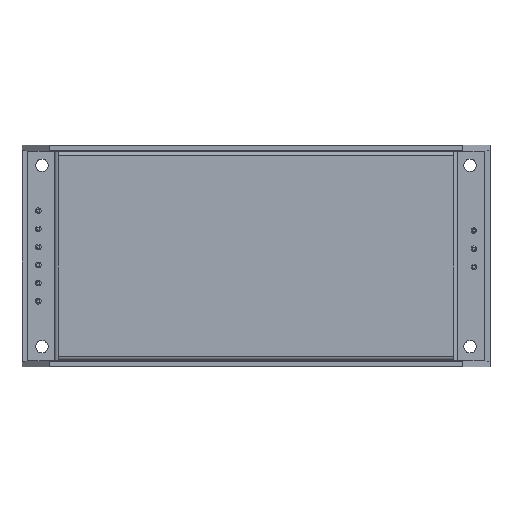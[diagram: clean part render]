
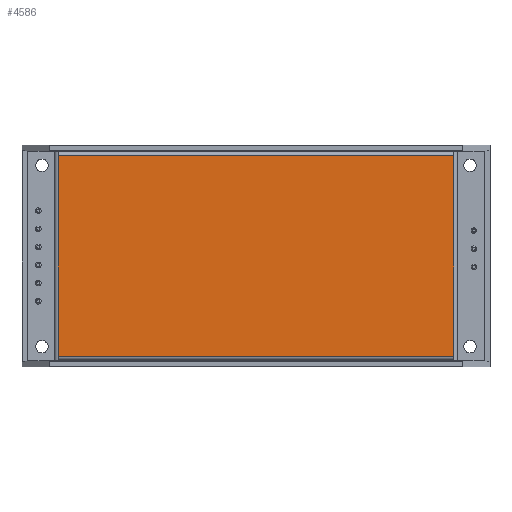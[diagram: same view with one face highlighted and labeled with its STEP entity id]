
A CAD part, top view. The second image highlights one B-rep face of the part: STEP entity #4586.
In plain terms, the highlighted planar face has unit normal (0, 0, 1).
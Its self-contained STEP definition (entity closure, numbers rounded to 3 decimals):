
#4586=ADVANCED_FACE('',(#9897),#9899,.F.);
#9897=FACE_BOUND('',#9898,.T.);
#9898=EDGE_LOOP('',(#12130,#12131,#12132,#12133));
#9899=PLANE('',#9900);
#9900=AXIS2_PLACEMENT_3D('',#9901,#9902,#9903);
#9901=CARTESIAN_POINT('',(7.,57.7,20.));
#9902=DIRECTION('',(0.,0.,-1.));
#9903=DIRECTION('',(1.,0.,0.));
#12130=ORIENTED_EDGE('',*,*,#13282,.T.);
#12131=ORIENTED_EDGE('',*,*,#13283,.T.);
#12132=ORIENTED_EDGE('',*,*,#13264,.T.);
#12133=ORIENTED_EDGE('',*,*,#13284,.T.);
#13264=EDGE_CURVE('',#15044,#15052,#15056,.T.);
#13282=EDGE_CURVE('',#15086,#15087,#15088,.T.);
#13283=EDGE_CURVE('',#15087,#15044,#15089,.T.);
#13284=EDGE_CURVE('',#15052,#15086,#15090,.T.);
#15044=VERTEX_POINT('',#19879);
#15052=VERTEX_POINT('',#19898);
#15056=LINE('',#19909,#19910);
#15086=VERTEX_POINT('',#19981);
#15087=VERTEX_POINT('',#19982);
#15088=LINE('',#19983,#19984);
#15089=LINE('',#19986,#19987);
#15090=LINE('',#19989,#19990);
#19879=CARTESIAN_POINT('',(7.,1.3,20.));
#19898=CARTESIAN_POINT('',(116.,1.3,20.));
#19909=CARTESIAN_POINT('',(7.,1.3,20.));
#19910=VECTOR('',#19911,1.);
#19911=DIRECTION('',(1.,0.,0.));
#19981=CARTESIAN_POINT('',(116.,56.7,20.));
#19982=CARTESIAN_POINT('',(7.,56.7,20.));
#19983=CARTESIAN_POINT('',(116.,56.7,20.));
#19984=VECTOR('',#19985,1.);
#19985=DIRECTION('',(-1.,0.,0.));
#19986=CARTESIAN_POINT('',(7.,56.7,20.));
#19987=VECTOR('',#19988,1.);
#19988=DIRECTION('',(0.,-1.,0.));
#19989=CARTESIAN_POINT('',(116.,1.3,20.));
#19990=VECTOR('',#19991,1.);
#19991=DIRECTION('',(0.,1.,0.));
